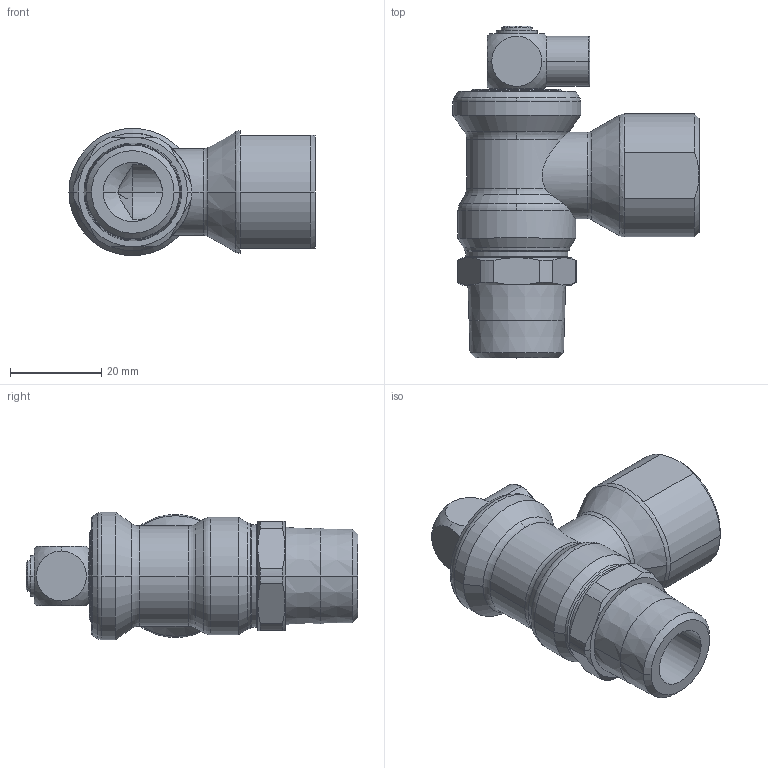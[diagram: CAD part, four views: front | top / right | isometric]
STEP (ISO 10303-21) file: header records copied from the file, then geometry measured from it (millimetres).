
FILE_DESCRIPTION(('STEP AP214'),'1');
FILE_NAME('7886_21_21.stp','2016-07-07T14:55:05',('TraceParts'),('TraceParts S.A.'),'Spatial InterOp 3D',' ',' ');
FILE_SCHEMA(('automotive_design'));
Length unit declared in the file: millimetre
Products named in the file (1): 1
Bounding box: 54 x 72.85 x 28 mm (x, y, z)
Volume: 29862.2 mm3; surface area: 12623.3 mm2
Topology: 1 solids, 1 shells, 148 faces, 358 edges, 223 vertices
Faces by surface type: cone 58, cylinder 36, plane 28, torus 24, sphere 2
Entity records: 4630 total; most frequent: CARTESIAN_POINT 1073, DIRECTION 836, ORIENTED_EDGE 712, AXIS2_PLACEMENT_3D 375, EDGE_CURVE 356, CIRCLE 224, VERTEX_POINT 223, EDGE_LOOP 163
